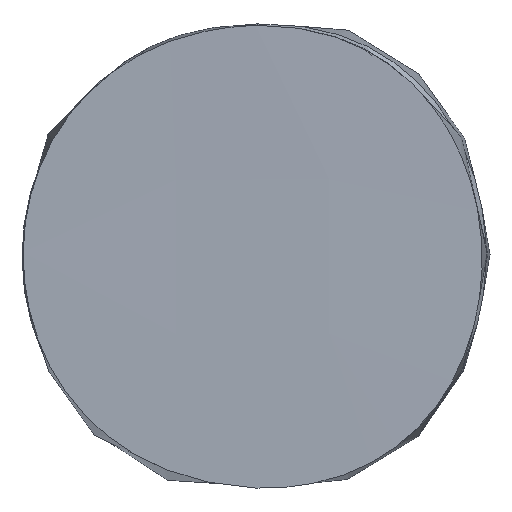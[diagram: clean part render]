
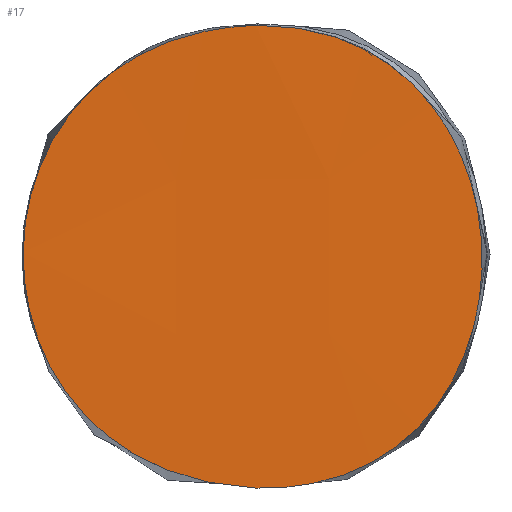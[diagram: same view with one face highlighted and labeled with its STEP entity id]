
A CAD part, left-side view. The second image highlights one B-rep face of the part: STEP entity #17.
In plain terms, the highlighted free-form (B-spline) face has degree [3, 3] with [4, 4] control points.
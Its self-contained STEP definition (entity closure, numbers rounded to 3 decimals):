
#17 = ADVANCED_FACE('',(#18),#33,.T.);
#18 = FACE_BOUND('',#19,.F.);
#19 = EDGE_LOOP('',(#20,#84));
#20 = ORIENTED_EDGE('',*,*,#21,.T.);
#21 = EDGE_CURVE('',#22,#24,#26,.T.);
#22 = VERTEX_POINT('',#23);
#23 = CARTESIAN_POINT('',(-0.996,-0.001,
    0.209));
#24 = VERTEX_POINT('',#25);
#25 = CARTESIAN_POINT('',(-0.996,-0.001,
    -0.212));
#26 = SURFACE_CURVE('',#27,(#32,#57),.PCURVE_S1.);
#27 = B_SPLINE_CURVE_WITH_KNOTS('',3,(#28,#29,#30,#31),.UNSPECIFIED.,.F.
  ,.F.,(4,4),(0.,1.),.PIECEWISE_BEZIER_KNOTS.);
#28 = CARTESIAN_POINT('',(-0.996,-0.001,
    0.209));
#29 = CARTESIAN_POINT('',(-0.993,-0.273,0.212)
  );
#30 = CARTESIAN_POINT('',(-0.994,-0.278,-0.219
    ));
#31 = CARTESIAN_POINT('',(-0.996,-0.001,
    -0.212));
#32 = PCURVE('',#33,#50);
#33 = B_SPLINE_SURFACE_WITH_KNOTS('',3,3,(
    (#34,#35,#36,#37)
    ,(#38,#39,#40,#41)
    ,(#42,#43,#44,#45)
    ,(#46,#47,#48,#49
    )),.UNSPECIFIED.,.F.,.F.,.F.,(4,4),(4,4),(0.,1.),(0.,1.),
  .PIECEWISE_BEZIER_KNOTS.);
#34 = CARTESIAN_POINT('',(-0.995,0.225,-0.217
    ));
#35 = CARTESIAN_POINT('',(-0.994,0.223,
    -0.069));
#36 = CARTESIAN_POINT('',(-0.994,0.224,
    0.078));
#37 = CARTESIAN_POINT('',(-0.994,0.224,0.227)
  );
#38 = CARTESIAN_POINT('',(-0.995,0.075,
    -0.216));
#39 = CARTESIAN_POINT('',(-0.996,0.077,
    -0.07));
#40 = CARTESIAN_POINT('',(-0.994,0.076,
    0.078));
#41 = CARTESIAN_POINT('',(-0.995,0.075,
    0.228));
#42 = CARTESIAN_POINT('',(-0.997,-0.073,
    -0.217));
#43 = CARTESIAN_POINT('',(-0.996,-0.076,
    -0.067));
#44 = CARTESIAN_POINT('',(-0.996,-0.072,
    0.08));
#45 = CARTESIAN_POINT('',(-0.994,-0.073,
    0.225));
#46 = CARTESIAN_POINT('',(-0.997,-0.222,
    -0.217));
#47 = CARTESIAN_POINT('',(-0.995,-0.221,
    -0.069));
#48 = CARTESIAN_POINT('',(-0.996,-0.222,
    0.08));
#49 = CARTESIAN_POINT('',(-0.995,-0.222,0.229
    ));
#50 = DEFINITIONAL_REPRESENTATION('',(#51),#56);
#51 = B_SPLINE_CURVE_WITH_KNOTS('',3,(#52,#53,#54,#55),.UNSPECIFIED.,.F.
  ,.F.,(4,4),(0.,1.),.PIECEWISE_BEZIER_KNOTS.);
#52 = CARTESIAN_POINT('',(0.504,0.959));
#53 = CARTESIAN_POINT('',(1.117,0.967));
#54 = CARTESIAN_POINT('',(1.126,-0.006));
#55 = CARTESIAN_POINT('',(0.505,0.009));
#56 = ( GEOMETRIC_REPRESENTATION_CONTEXT(2) 
PARAMETRIC_REPRESENTATION_CONTEXT() REPRESENTATION_CONTEXT('2D SPACE',''
  ) );
#57 = PCURVE('',#58,#75);
#58 = B_SPLINE_SURFACE_WITH_KNOTS('',3,3,(
    (#59,#60,#61,#62)
    ,(#63,#64,#65,#66)
    ,(#67,#68,#69,#70)
    ,(#71,#72,#73,#74
    )),.UNSPECIFIED.,.F.,.F.,.F.,(4,4),(4,4),(0.,1.),(0.,1.),
  .PIECEWISE_BEZIER_KNOTS.);
#59 = CARTESIAN_POINT('',(-0.7,-0.001,
    -0.223));
#60 = CARTESIAN_POINT('',(-0.798,0.003,
    -0.22));
#61 = CARTESIAN_POINT('',(-0.901,0.001,
    -0.219));
#62 = CARTESIAN_POINT('',(-0.997,0.003,
    -0.221));
#63 = CARTESIAN_POINT('',(-0.7,-0.283,
    -0.222));
#64 = CARTESIAN_POINT('',(-0.802,-0.29,
    -0.224));
#65 = CARTESIAN_POINT('',(-0.895,-0.284,
    -0.224));
#66 = CARTESIAN_POINT('',(-1.,-0.284,-0.219
    ));
#67 = CARTESIAN_POINT('',(-0.695,-0.282,0.221)
  );
#68 = CARTESIAN_POINT('',(-0.793,-0.281,0.228)
  );
#69 = CARTESIAN_POINT('',(-0.895,-0.278,0.228
    ));
#70 = CARTESIAN_POINT('',(-0.993,-0.281,0.226
    ));
#71 = CARTESIAN_POINT('',(-0.694,0.002,
    0.224));
#72 = CARTESIAN_POINT('',(-0.793,0.004,
    0.221));
#73 = CARTESIAN_POINT('',(-0.895,0.004,
    0.222));
#74 = CARTESIAN_POINT('',(-0.993,0.006,
    0.225));
#75 = DEFINITIONAL_REPRESENTATION('',(#76),#83);
#76 = B_SPLINE_CURVE_WITH_KNOTS('',5,(#77,#78,#79,#80,#81,#82),
  .UNSPECIFIED.,.F.,.F.,(6,6),(0.,1.),.PIECEWISE_BEZIER_KNOTS.);
#77 = CARTESIAN_POINT('',(0.992,1.011));
#78 = CARTESIAN_POINT('',(0.799,1.008));
#79 = CARTESIAN_POINT('',(0.558,1.004));
#80 = CARTESIAN_POINT('',(0.412,1.002));
#81 = CARTESIAN_POINT('',(0.199,0.998));
#82 = CARTESIAN_POINT('',(0.004,0.995));
#83 = ( GEOMETRIC_REPRESENTATION_CONTEXT(2) 
PARAMETRIC_REPRESENTATION_CONTEXT() REPRESENTATION_CONTEXT('2D SPACE',''
  ) );
#84 = ORIENTED_EDGE('',*,*,#85,.T.);
#85 = EDGE_CURVE('',#24,#22,#86,.T.);
#86 = SURFACE_CURVE('',#87,(#92,#100),.PCURVE_S1.);
#87 = B_SPLINE_CURVE_WITH_KNOTS('',3,(#88,#89,#90,#91),.UNSPECIFIED.,.F.
  ,.F.,(4,4),(0.,1.),.PIECEWISE_BEZIER_KNOTS.);
#88 = CARTESIAN_POINT('',(-0.996,-0.001,
    -0.212));
#89 = CARTESIAN_POINT('',(-0.995,0.281,-0.199
    ));
#90 = CARTESIAN_POINT('',(-0.995,0.282,0.198)
  );
#91 = CARTESIAN_POINT('',(-0.996,-0.001,
    0.209));
#92 = PCURVE('',#33,#93);
#93 = DEFINITIONAL_REPRESENTATION('',(#94),#99);
#94 = B_SPLINE_CURVE_WITH_KNOTS('',3,(#95,#96,#97,#98),.UNSPECIFIED.,.F.
  ,.F.,(4,4),(0.,1.),.PIECEWISE_BEZIER_KNOTS.);
#95 = CARTESIAN_POINT('',(0.505,0.009));
#96 = CARTESIAN_POINT('',(-0.128,0.037));
#97 = CARTESIAN_POINT('',(-0.131,0.934));
#98 = CARTESIAN_POINT('',(0.504,0.959));
#99 = ( GEOMETRIC_REPRESENTATION_CONTEXT(2) 
PARAMETRIC_REPRESENTATION_CONTEXT() REPRESENTATION_CONTEXT('2D SPACE',''
  ) );
#100 = PCURVE('',#101,#118);
#101 = B_SPLINE_SURFACE_WITH_KNOTS('',3,3,(
    (#102,#103,#104,#105)
    ,(#106,#107,#108,#109)
    ,(#110,#111,#112,#113)
    ,(#114,#115,#116,#117
    )),.UNSPECIFIED.,.F.,.F.,.F.,(4,4),(4,4),(0.,1.),(0.,1.),
  .PIECEWISE_BEZIER_KNOTS.);
#102 = CARTESIAN_POINT('',(-0.699,-0.002,
    0.225));
#103 = CARTESIAN_POINT('',(-0.796,-0.003,
    0.222));
#104 = CARTESIAN_POINT('',(-0.9,-0.004,
    0.223));
#105 = CARTESIAN_POINT('',(-0.996,-0.005,
    0.225));
#106 = CARTESIAN_POINT('',(-0.697,0.286,0.228
    ));
#107 = CARTESIAN_POINT('',(-0.797,0.285,0.231
    ));
#108 = CARTESIAN_POINT('',(-0.895,0.285,0.23
    ));
#109 = CARTESIAN_POINT('',(-0.997,0.286,0.227
    ));
#110 = CARTESIAN_POINT('',(-0.697,0.284,
    -0.224));
#111 = CARTESIAN_POINT('',(-0.799,0.282,
    -0.228));
#112 = CARTESIAN_POINT('',(-0.895,0.283,-0.225)
  );
#113 = CARTESIAN_POINT('',(-0.996,0.281,
    -0.225));
#114 = CARTESIAN_POINT('',(-0.699,-0.004,
    -0.22));
#115 = CARTESIAN_POINT('',(-0.796,-0.005,
    -0.22));
#116 = CARTESIAN_POINT('',(-0.899,-0.006,
    -0.221));
#117 = CARTESIAN_POINT('',(-0.997,-0.006,
    -0.222));
#118 = DEFINITIONAL_REPRESENTATION('',(#119),#126);
#119 = B_SPLINE_CURVE_WITH_KNOTS('',5,(#120,#121,#122,#123,#124,#125),
  .UNSPECIFIED.,.F.,.F.,(6,6),(0.,1.),.PIECEWISE_BEZIER_KNOTS.);
#120 = CARTESIAN_POINT('',(0.994,0.996));
#121 = CARTESIAN_POINT('',(0.795,0.995));
#122 = CARTESIAN_POINT('',(0.534,0.996));
#123 = CARTESIAN_POINT('',(0.479,0.995));
#124 = CARTESIAN_POINT('',(0.202,0.997));
#125 = CARTESIAN_POINT('',(0.005,0.999));
#126 = ( GEOMETRIC_REPRESENTATION_CONTEXT(2) 
PARAMETRIC_REPRESENTATION_CONTEXT() REPRESENTATION_CONTEXT('2D SPACE',''
  ) );
